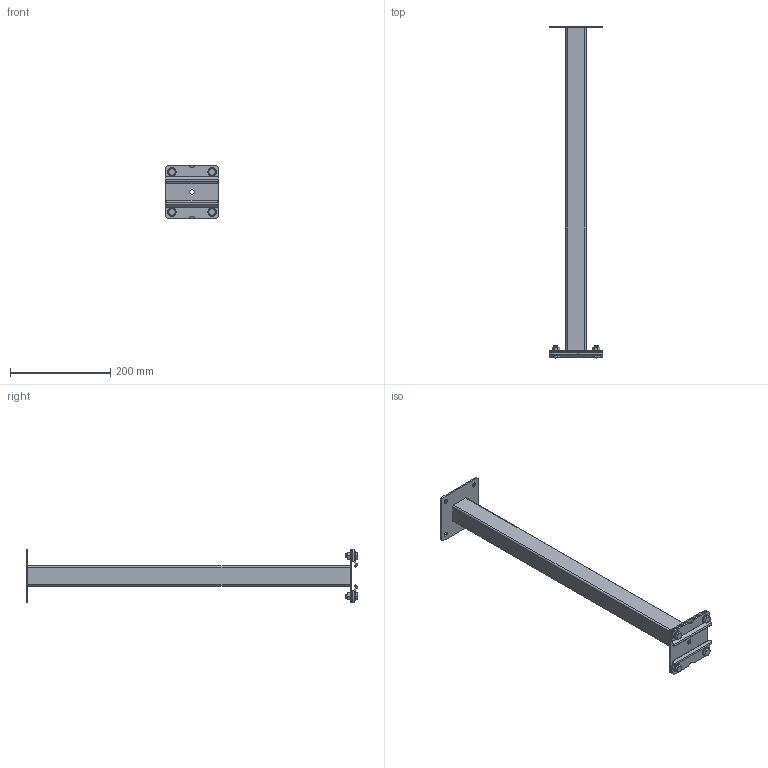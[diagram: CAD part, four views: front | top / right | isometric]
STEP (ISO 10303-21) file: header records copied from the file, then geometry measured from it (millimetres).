
FILE_DESCRIPTION (( 'STEP AP203' ), '1' );
FILE_NAME ('T85150.STEP', '2018-09-24T10:41:53', ( '' ), ( '' ), 'SwSTEP 2.0', 'SolidWorks 2016', '' );
FILE_SCHEMA (( 'CONFIG_CONTROL_DESIGN' ));
Length unit declared in the file: millimetre
Products named in the file (8): TH2632; TH2634; A Washer_Bright washer BS 4320 - M8 (Form A); TH2635; F936; Hex Screw GradeC_Doughty Fastners_ISO 4018 - M8 x 20-WS; TH2633; T85150
Assembly tree (18 placements, depth 3):
  T85150
    TH2633
      TH2634  x2
      TH2635
    TH2632  x2
    A Washer_Bright washer BS 4320 - M8 (Form A)  x4
    Hex Screw GradeC_Doughty Fastners_ISO 4018 - M8 x 20-WS  x4
    F936  x4
Bounding box: 106 x 662.27 x 106 mm (x, y, z)
Volume: 379942 mm3; surface area: 262254.6 mm2
Topology: 17 solids, 17 shells, 1452 faces, 3798 edges, 2428 vertices
Faces by surface type: plane 516, cylinder 490, cone 272, bspline 174
Entity records: 22356 total; most frequent: CARTESIAN_POINT 8844, ORIENTED_EDGE 2672, DIRECTION 2444, EDGE_CURVE 1336, VERTEX_POINT 862, AXIS2_PLACEMENT_3D 850, LINE 744, VECTOR 744
